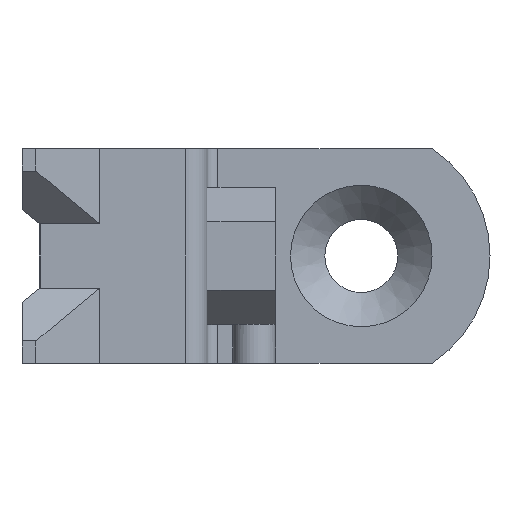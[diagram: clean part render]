
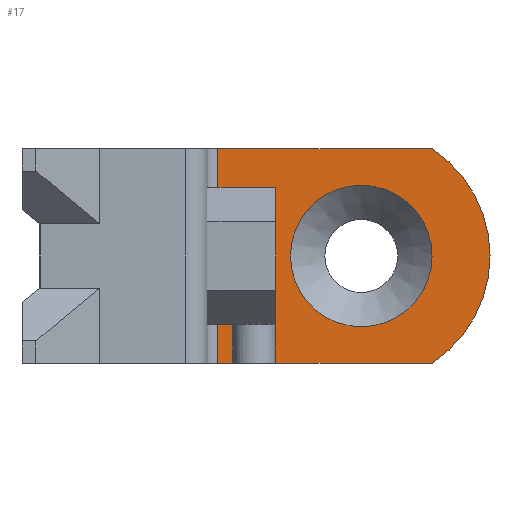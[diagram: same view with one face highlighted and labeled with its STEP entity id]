
A CAD part, left-side view. The second image highlights one B-rep face of the part: STEP entity #17.
In plain terms, the highlighted planar face has unit normal (-1, 0, 0).
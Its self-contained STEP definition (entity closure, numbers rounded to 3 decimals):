
#17 = ADVANCED_FACE('',(#18,#138),#32,.T.);
#18 = FACE_BOUND('',#19,.T.);
#19 = EDGE_LOOP('',(#20,#55,#84,#112));
#20 = ORIENTED_EDGE('',*,*,#21,.F.);
#21 = EDGE_CURVE('',#22,#24,#26,.T.);
#22 = VERTEX_POINT('',#23);
#23 = CARTESIAN_POINT('',(-33.8,-170.317,6.));
#24 = VERTEX_POINT('',#25);
#25 = CARTESIAN_POINT('',(-33.8,-160.3,6.));
#26 = SURFACE_CURVE('',#27,(#31,#43),.PCURVE_S1.);
#27 = LINE('',#28,#29);
#28 = CARTESIAN_POINT('',(-33.8,-173.3,6.));
#29 = VECTOR('',#30,1.);
#30 = DIRECTION('',(0.,1.,0.));
#31 = PCURVE('',#32,#37);
#32 = PLANE('',#33);
#33 = AXIS2_PLACEMENT_3D('',#34,#35,#36);
#34 = CARTESIAN_POINT('',(-33.8,-173.3,6.));
#35 = DIRECTION('',(-1.,0.,0.));
#36 = DIRECTION('',(0.,1.,0.));
#37 = DEFINITIONAL_REPRESENTATION('',(#38),#42);
#38 = LINE('',#39,#40);
#39 = CARTESIAN_POINT('',(0.,0.));
#40 = VECTOR('',#41,1.);
#41 = DIRECTION('',(1.,0.));
#42 = ( GEOMETRIC_REPRESENTATION_CONTEXT(2) 
PARAMETRIC_REPRESENTATION_CONTEXT() REPRESENTATION_CONTEXT('2D SPACE',''
  ) );
#43 = PCURVE('',#44,#49);
#44 = PLANE('',#45);
#45 = AXIS2_PLACEMENT_3D('',#46,#47,#48);
#46 = CARTESIAN_POINT('',(-39.936,-160.597,6.));
#47 = DIRECTION('',(0.,0.,1.));
#48 = DIRECTION('',(0.,1.,0.));
#49 = DEFINITIONAL_REPRESENTATION('',(#50),#54);
#50 = LINE('',#51,#52);
#51 = CARTESIAN_POINT('',(-12.703,-6.136));
#52 = VECTOR('',#53,1.);
#53 = DIRECTION('',(1.,0.));
#54 = ( GEOMETRIC_REPRESENTATION_CONTEXT(2) 
PARAMETRIC_REPRESENTATION_CONTEXT() REPRESENTATION_CONTEXT('2D SPACE',''
  ) );
#55 = ORIENTED_EDGE('',*,*,#56,.T.);
#56 = EDGE_CURVE('',#22,#57,#59,.T.);
#57 = VERTEX_POINT('',#58);
#58 = CARTESIAN_POINT('',(-33.8,-170.317,16.));
#59 = SURFACE_CURVE('',#60,(#65,#72),.PCURVE_S1.);
#60 = CIRCLE('',#61,6.);
#61 = AXIS2_PLACEMENT_3D('',#62,#63,#64);
#62 = CARTESIAN_POINT('',(-33.8,-167.,11.));
#63 = DIRECTION('',(-1.,0.,0.));
#64 = DIRECTION('',(0.,-1.,0.));
#65 = PCURVE('',#32,#66);
#66 = DEFINITIONAL_REPRESENTATION('',(#67),#71);
#67 = CIRCLE('',#68,6.);
#68 = AXIS2_PLACEMENT_2D('',#69,#70);
#69 = CARTESIAN_POINT('',(6.3,-5.));
#70 = DIRECTION('',(-1.,0.));
#71 = ( GEOMETRIC_REPRESENTATION_CONTEXT(2) 
PARAMETRIC_REPRESENTATION_CONTEXT() REPRESENTATION_CONTEXT('2D SPACE',''
  ) );
#72 = PCURVE('',#73,#78);
#73 = CYLINDRICAL_SURFACE('',#74,6.);
#74 = AXIS2_PLACEMENT_3D('',#75,#76,#77);
#75 = CARTESIAN_POINT('',(-34.,-167.,11.));
#76 = DIRECTION('',(-1.,0.,0.));
#77 = DIRECTION('',(0.,-1.,0.));
#78 = DEFINITIONAL_REPRESENTATION('',(#79),#83);
#79 = LINE('',#80,#81);
#80 = CARTESIAN_POINT('',(0.,-0.2));
#81 = VECTOR('',#82,1.);
#82 = DIRECTION('',(1.,0.));
#83 = ( GEOMETRIC_REPRESENTATION_CONTEXT(2) 
PARAMETRIC_REPRESENTATION_CONTEXT() REPRESENTATION_CONTEXT('2D SPACE',''
  ) );
#84 = ORIENTED_EDGE('',*,*,#85,.T.);
#85 = EDGE_CURVE('',#57,#86,#88,.T.);
#86 = VERTEX_POINT('',#87);
#87 = CARTESIAN_POINT('',(-33.8,-160.3,16.));
#88 = SURFACE_CURVE('',#89,(#93,#100),.PCURVE_S1.);
#89 = LINE('',#90,#91);
#90 = CARTESIAN_POINT('',(-33.8,-173.3,16.));
#91 = VECTOR('',#92,1.);
#92 = DIRECTION('',(0.,1.,0.));
#93 = PCURVE('',#32,#94);
#94 = DEFINITIONAL_REPRESENTATION('',(#95),#99);
#95 = LINE('',#96,#97);
#96 = CARTESIAN_POINT('',(0.,-10.));
#97 = VECTOR('',#98,1.);
#98 = DIRECTION('',(1.,0.));
#99 = ( GEOMETRIC_REPRESENTATION_CONTEXT(2) 
PARAMETRIC_REPRESENTATION_CONTEXT() REPRESENTATION_CONTEXT('2D SPACE',''
  ) );
#100 = PCURVE('',#101,#106);
#101 = PLANE('',#102);
#102 = AXIS2_PLACEMENT_3D('',#103,#104,#105);
#103 = CARTESIAN_POINT('',(-39.936,-160.597,16.));
#104 = DIRECTION('',(0.,0.,1.));
#105 = DIRECTION('',(0.,1.,0.));
#106 = DEFINITIONAL_REPRESENTATION('',(#107),#111);
#107 = LINE('',#108,#109);
#108 = CARTESIAN_POINT('',(-12.703,-6.136));
#109 = VECTOR('',#110,1.);
#110 = DIRECTION('',(1.,0.));
#111 = ( GEOMETRIC_REPRESENTATION_CONTEXT(2) 
PARAMETRIC_REPRESENTATION_CONTEXT() REPRESENTATION_CONTEXT('2D SPACE',''
  ) );
#112 = ORIENTED_EDGE('',*,*,#113,.F.);
#113 = EDGE_CURVE('',#24,#86,#114,.T.);
#114 = SURFACE_CURVE('',#115,(#119,#126),.PCURVE_S1.);
#115 = LINE('',#116,#117);
#116 = CARTESIAN_POINT('',(-33.8,-160.3,6.));
#117 = VECTOR('',#118,1.);
#118 = DIRECTION('',(0.,0.,1.));
#119 = PCURVE('',#32,#120);
#120 = DEFINITIONAL_REPRESENTATION('',(#121),#125);
#121 = LINE('',#122,#123);
#122 = CARTESIAN_POINT('',(13.,0.));
#123 = VECTOR('',#124,1.);
#124 = DIRECTION('',(0.,-1.));
#125 = ( GEOMETRIC_REPRESENTATION_CONTEXT(2) 
PARAMETRIC_REPRESENTATION_CONTEXT() REPRESENTATION_CONTEXT('2D SPACE',''
  ) );
#126 = PCURVE('',#127,#132);
#127 = CYLINDRICAL_SURFACE('',#128,0.5);
#128 = AXIS2_PLACEMENT_3D('',#129,#130,#131);
#129 = CARTESIAN_POINT('',(-34.3,-160.3,6.));
#130 = DIRECTION('',(-0.,-0.,-1.));
#131 = DIRECTION('',(1.,0.,0.));
#132 = DEFINITIONAL_REPRESENTATION('',(#133),#137);
#133 = LINE('',#134,#135);
#134 = CARTESIAN_POINT('',(0.,0.));
#135 = VECTOR('',#136,1.);
#136 = DIRECTION('',(-0.,-1.));
#137 = ( GEOMETRIC_REPRESENTATION_CONTEXT(2) 
PARAMETRIC_REPRESENTATION_CONTEXT() REPRESENTATION_CONTEXT('2D SPACE',''
  ) );
#138 = FACE_BOUND('',#139,.T.);
#139 = EDGE_LOOP('',(#140));
#140 = ORIENTED_EDGE('',*,*,#141,.T.);
#141 = EDGE_CURVE('',#142,#142,#144,.T.);
#142 = VERTEX_POINT('',#143);
#143 = CARTESIAN_POINT('',(-33.8,-167.,14.3));
#144 = SURFACE_CURVE('',#145,(#150,#161),.PCURVE_S1.);
#145 = CIRCLE('',#146,3.3);
#146 = AXIS2_PLACEMENT_3D('',#147,#148,#149);
#147 = CARTESIAN_POINT('',(-33.8,-167.,11.));
#148 = DIRECTION('',(1.,0.,0.));
#149 = DIRECTION('',(0.,0.,1.));
#150 = PCURVE('',#32,#151);
#151 = DEFINITIONAL_REPRESENTATION('',(#152),#160);
#152 = ( BOUNDED_CURVE() B_SPLINE_CURVE(2,(#153,#154,#155,#156,#157,#158
,#159),.UNSPECIFIED.,.T.,.F.) B_SPLINE_CURVE_WITH_KNOTS((1,2,2,2,2,1),(
    -2.094,0.,2.094,4.189,6.283,
8.378),.UNSPECIFIED.) CURVE() GEOMETRIC_REPRESENTATION_ITEM() 
RATIONAL_B_SPLINE_CURVE((1.,0.5,1.,0.5,1.,0.5,1.)) REPRESENTATION_ITEM(
  '') );
#153 = CARTESIAN_POINT('',(6.3,-8.3));
#154 = CARTESIAN_POINT('',(0.584,-8.3));
#155 = CARTESIAN_POINT('',(3.442,-3.35));
#156 = CARTESIAN_POINT('',(6.3,1.6));
#157 = CARTESIAN_POINT('',(9.158,-3.35));
#158 = CARTESIAN_POINT('',(12.016,-8.3));
#159 = CARTESIAN_POINT('',(6.3,-8.3));
#160 = ( GEOMETRIC_REPRESENTATION_CONTEXT(2) 
PARAMETRIC_REPRESENTATION_CONTEXT() REPRESENTATION_CONTEXT('2D SPACE',''
  ) );
#161 = PCURVE('',#162,#167);
#162 = CONICAL_SURFACE('',#163,3.5,0.785);
#163 = AXIS2_PLACEMENT_3D('',#164,#165,#166);
#164 = CARTESIAN_POINT('',(-34.,-167.,11.));
#165 = DIRECTION('',(-1.,0.,0.));
#166 = DIRECTION('',(0.,0.,1.));
#167 = DEFINITIONAL_REPRESENTATION('',(#168),#172);
#168 = LINE('',#169,#170);
#169 = CARTESIAN_POINT('',(6.283,-0.2));
#170 = VECTOR('',#171,1.);
#171 = DIRECTION('',(-1.,-0.));
#172 = ( GEOMETRIC_REPRESENTATION_CONTEXT(2) 
PARAMETRIC_REPRESENTATION_CONTEXT() REPRESENTATION_CONTEXT('2D SPACE',''
  ) );
